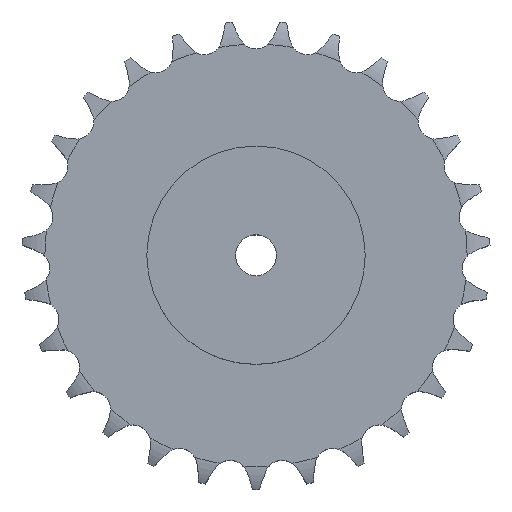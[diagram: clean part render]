
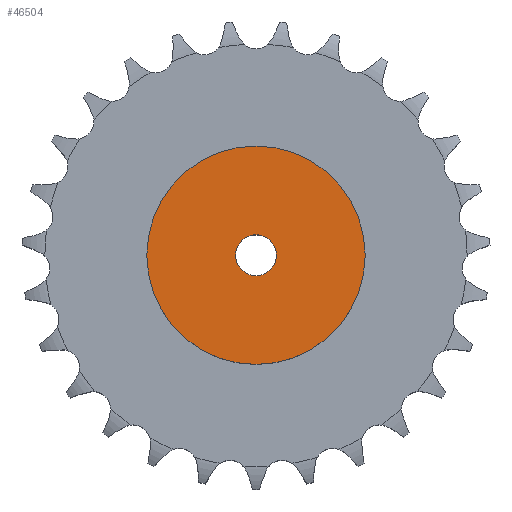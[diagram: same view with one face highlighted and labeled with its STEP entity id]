
A CAD part, top view. The second image highlights one B-rep face of the part: STEP entity #46504.
In plain terms, the highlighted planar face has unit normal (0, 0, 1).
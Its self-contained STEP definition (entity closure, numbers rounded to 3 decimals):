
#24798 = CYLINDRICAL_SURFACE('',#24799,15.);
#24799 = AXIS2_PLACEMENT_3D('',#24800,#24801,#24802);
#24800 = CARTESIAN_POINT('',(0.,0.,529.33));
#24801 = DIRECTION('',(0.,0.,1.));
#24802 = DIRECTION('',(1.,0.,0.));
#31807 = EDGE_CURVE('',#31808,#31808,#31810,.T.);
#31808 = VERTEX_POINT('',#31809);
#31809 = CARTESIAN_POINT('',(15.,0.,100.));
#31810 = SURFACE_CURVE('',#31811,(#31816,#31823),.PCURVE_S1.);
#31811 = CIRCLE('',#31812,15.);
#31812 = AXIS2_PLACEMENT_3D('',#31813,#31814,#31815);
#31813 = CARTESIAN_POINT('',(0.,0.,100.));
#31814 = DIRECTION('',(0.,0.,1.));
#31815 = DIRECTION('',(1.,0.,0.));
#31816 = PCURVE('',#24798,#31817);
#31817 = DEFINITIONAL_REPRESENTATION('',(#31818),#31822);
#31818 = LINE('',#31819,#31820);
#31819 = CARTESIAN_POINT('',(0.,-429.33));
#31820 = VECTOR('',#31821,1.);
#31821 = DIRECTION('',(1.,0.));
#31822 = ( GEOMETRIC_REPRESENTATION_CONTEXT(2) 
PARAMETRIC_REPRESENTATION_CONTEXT() REPRESENTATION_CONTEXT('2D SPACE',''
  ) );
#31823 = PCURVE('',#31824,#31829);
#31824 = PLANE('',#31825);
#31825 = AXIS2_PLACEMENT_3D('',#31826,#31827,#31828);
#31826 = CARTESIAN_POINT('',(0.,0.,100.
    ));
#31827 = DIRECTION('',(0.,0.,1.));
#31828 = DIRECTION('',(1.,0.,0.));
#31829 = DEFINITIONAL_REPRESENTATION('',(#31830),#31834);
#31830 = CIRCLE('',#31831,15.);
#31831 = AXIS2_PLACEMENT_2D('',#31832,#31833);
#31832 = CARTESIAN_POINT('',(0.,0.));
#31833 = DIRECTION('',(1.,0.));
#31834 = ( GEOMETRIC_REPRESENTATION_CONTEXT(2) 
PARAMETRIC_REPRESENTATION_CONTEXT() REPRESENTATION_CONTEXT('2D SPACE',''
  ) );
#46504 = ADVANCED_FACE('',(#46505,#46536),#31824,.T.);
#46505 = FACE_BOUND('',#46506,.T.);
#46506 = EDGE_LOOP('',(#46507));
#46507 = ORIENTED_EDGE('',*,*,#46508,.T.);
#46508 = EDGE_CURVE('',#46509,#46509,#46511,.T.);
#46509 = VERTEX_POINT('',#46510);
#46510 = CARTESIAN_POINT('',(80.,0.,100.));
#46511 = SURFACE_CURVE('',#46512,(#46517,#46524),.PCURVE_S1.);
#46512 = CIRCLE('',#46513,80.);
#46513 = AXIS2_PLACEMENT_3D('',#46514,#46515,#46516);
#46514 = CARTESIAN_POINT('',(0.,0.,100.));
#46515 = DIRECTION('',(0.,0.,1.));
#46516 = DIRECTION('',(1.,0.,0.));
#46517 = PCURVE('',#31824,#46518);
#46518 = DEFINITIONAL_REPRESENTATION('',(#46519),#46523);
#46519 = CIRCLE('',#46520,80.);
#46520 = AXIS2_PLACEMENT_2D('',#46521,#46522);
#46521 = CARTESIAN_POINT('',(0.,0.));
#46522 = DIRECTION('',(1.,0.));
#46523 = ( GEOMETRIC_REPRESENTATION_CONTEXT(2) 
PARAMETRIC_REPRESENTATION_CONTEXT() REPRESENTATION_CONTEXT('2D SPACE',''
  ) );
#46524 = PCURVE('',#46525,#46530);
#46525 = CYLINDRICAL_SURFACE('',#46526,80.);
#46526 = AXIS2_PLACEMENT_3D('',#46527,#46528,#46529);
#46527 = CARTESIAN_POINT('',(0.,0.,0.));
#46528 = DIRECTION('',(-0.,-0.,-1.));
#46529 = DIRECTION('',(1.,0.,0.));
#46530 = DEFINITIONAL_REPRESENTATION('',(#46531),#46535);
#46531 = LINE('',#46532,#46533);
#46532 = CARTESIAN_POINT('',(-0.,-100.));
#46533 = VECTOR('',#46534,1.);
#46534 = DIRECTION('',(-1.,0.));
#46535 = ( GEOMETRIC_REPRESENTATION_CONTEXT(2) 
PARAMETRIC_REPRESENTATION_CONTEXT() REPRESENTATION_CONTEXT('2D SPACE',''
  ) );
#46536 = FACE_BOUND('',#46537,.T.);
#46537 = EDGE_LOOP('',(#46538));
#46538 = ORIENTED_EDGE('',*,*,#31807,.F.);
